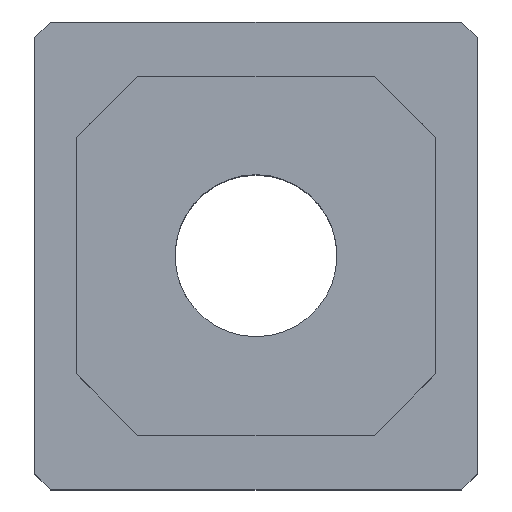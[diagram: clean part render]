
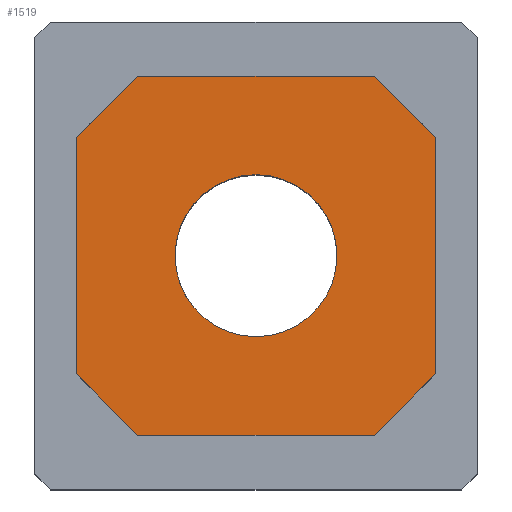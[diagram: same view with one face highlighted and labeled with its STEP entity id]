
A CAD part, top view. The second image highlights one B-rep face of the part: STEP entity #1519.
In plain terms, the highlighted planar face has unit normal (0, 0, 1).
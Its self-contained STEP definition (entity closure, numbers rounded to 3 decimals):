
#1 = VERTEX_POINT ( 'NONE', #1292 ) ;
#29 = VECTOR ( 'NONE', #1633, 1000. ) ;
#67 = ORIENTED_EDGE ( 'NONE', *, *, #1166, .F. ) ;
#80 = ORIENTED_EDGE ( 'NONE', *, *, #2318, .T. ) ;
#176 = DIRECTION ( 'NONE',  ( 0., 0., 1. ) ) ;
#225 = CARTESIAN_POINT ( 'NONE',  ( -14.6, -9.6, 14.315 ) ) ;
#317 = EDGE_CURVE ( 'NONE', #629, #2722, #1083, .T. ) ;
#359 = LINE ( 'NONE', #783, #29 ) ;
#376 = CARTESIAN_POINT ( 'NONE',  ( -9.6, -14.6, 14.315 ) ) ;
#384 = AXIS2_PLACEMENT_3D ( 'NONE', #1270, #1463, #846 ) ;
#415 = LINE ( 'NONE', #1911, #434 ) ;
#434 = VECTOR ( 'NONE', #1729, 1000. ) ;
#441 = PLANE ( 'NONE',  #2500 ) ;
#446 = ORIENTED_EDGE ( 'NONE', *, *, #2660, .T. ) ;
#455 = DIRECTION ( 'NONE',  ( 1., 0., 0. ) ) ;
#503 = CARTESIAN_POINT ( 'NONE',  ( 14.6, 0., 14.315 ) ) ;
#613 = CARTESIAN_POINT ( 'NONE',  ( -9.6, 14.6, 14.315 ) ) ;
#629 = VERTEX_POINT ( 'NONE', #376 ) ;
#642 = VERTEX_POINT ( 'NONE', #820 ) ;
#648 = EDGE_CURVE ( 'NONE', #1189, #642, #1837, .T. ) ;
#650 = DIRECTION ( 'NONE',  ( 1., 0., 0. ) ) ;
#702 = CIRCLE ( 'NONE', #384, 6.58 ) ;
#707 = VECTOR ( 'NONE', #776, 1000. ) ;
#776 = DIRECTION ( 'NONE',  ( -0.707, -0.707, 0. ) ) ;
#780 = CARTESIAN_POINT ( 'NONE',  ( 9.6, -14.6, 14.315 ) ) ;
#783 = CARTESIAN_POINT ( 'NONE',  ( 9.6, 14.6, 14.315 ) ) ;
#785 = DIRECTION ( 'NONE',  ( -1., 0., 0. ) ) ;
#802 = LINE ( 'NONE', #2099, #1137 ) ;
#808 = EDGE_CURVE ( 'NONE', #1269, #1189, #802, .T. ) ;
#820 = CARTESIAN_POINT ( 'NONE',  ( -14.6, 9.6, 14.315 ) ) ;
#823 = EDGE_CURVE ( 'NONE', #2722, #2517, #1637, .T. ) ;
#846 = DIRECTION ( 'NONE',  ( 1., 0., 0. ) ) ;
#939 = DIRECTION ( 'NONE',  ( 0., 1., 0. ) ) ;
#1037 = DIRECTION ( 'NONE',  ( 0.707, 0.707, 0. ) ) ;
#1083 = LINE ( 'NONE', #2399, #2135 ) ;
#1122 = DIRECTION ( 'NONE',  ( 1., 0., 0. ) ) ;
#1134 = EDGE_CURVE ( 'NONE', #1678, #1, #2447, .T. ) ;
#1137 = VECTOR ( 'NONE', #785, 1000. ) ;
#1152 = EDGE_LOOP ( 'NONE', ( #2297, #1799, #1258, #2483, #80, #2432, #2126, #446 ) ) ;
#1166 = EDGE_CURVE ( 'NONE', #1, #1678, #702, .T. ) ;
#1189 = VERTEX_POINT ( 'NONE', #613 ) ;
#1202 = EDGE_CURVE ( 'NONE', #642, #2144, #415, .T. ) ;
#1228 = ORIENTED_EDGE ( 'NONE', *, *, #1134, .F. ) ;
#1237 = DIRECTION ( 'NONE',  ( 0.707, -0.707, 0. ) ) ;
#1256 = VERTEX_POINT ( 'NONE', #1485 ) ;
#1258 = ORIENTED_EDGE ( 'NONE', *, *, #648, .T. ) ;
#1267 = AXIS2_PLACEMENT_3D ( 'NONE', #2352, #1476, #455 ) ;
#1269 = VERTEX_POINT ( 'NONE', #2368 ) ;
#1270 = CARTESIAN_POINT ( 'NONE',  ( 0., 0., 14.315 ) ) ;
#1292 = CARTESIAN_POINT ( 'NONE',  ( 6.58, 0., 14.315 ) ) ;
#1327 = EDGE_LOOP ( 'NONE', ( #67, #1228 ) ) ;
#1463 = DIRECTION ( 'NONE',  ( 0., 0., 1. ) ) ;
#1476 = DIRECTION ( 'NONE',  ( 0., 0., 1. ) ) ;
#1485 = CARTESIAN_POINT ( 'NONE',  ( 14.6, 9.6, 14.315 ) ) ;
#1519 = ADVANCED_FACE ( 'NONE', ( #2303, #2092 ), #441, .T. ) ;
#1622 = CARTESIAN_POINT ( 'NONE',  ( -6.58, 0., 14.315 ) ) ;
#1633 = DIRECTION ( 'NONE',  ( -0.707, 0.707, 0. ) ) ;
#1637 = LINE ( 'NONE', #2273, #1944 ) ;
#1654 = LINE ( 'NONE', #2048, #2625 ) ;
#1678 = VERTEX_POINT ( 'NONE', #1622 ) ;
#1729 = DIRECTION ( 'NONE',  ( 0., -1., 0. ) ) ;
#1772 = LINE ( 'NONE', #503, #2747 ) ;
#1799 = ORIENTED_EDGE ( 'NONE', *, *, #808, .T. ) ;
#1837 = LINE ( 'NONE', #2704, #707 ) ;
#1911 = CARTESIAN_POINT ( 'NONE',  ( -14.6, 0., 14.315 ) ) ;
#1944 = VECTOR ( 'NONE', #1037, 1000. ) ;
#2048 = CARTESIAN_POINT ( 'NONE',  ( -9.6, -14.6, 14.315 ) ) ;
#2092 = FACE_BOUND ( 'NONE', #1327, .T. ) ;
#2099 = CARTESIAN_POINT ( 'NONE',  ( 0., 14.6, 14.315 ) ) ;
#2126 = ORIENTED_EDGE ( 'NONE', *, *, #823, .T. ) ;
#2135 = VECTOR ( 'NONE', #1122, 1000. ) ;
#2144 = VERTEX_POINT ( 'NONE', #225 ) ;
#2273 = CARTESIAN_POINT ( 'NONE',  ( 14.6, -9.6, 14.315 ) ) ;
#2297 = ORIENTED_EDGE ( 'NONE', *, *, #2467, .T. ) ;
#2303 = FACE_OUTER_BOUND ( 'NONE', #1152, .T. ) ;
#2318 = EDGE_CURVE ( 'NONE', #2144, #629, #1654, .T. ) ;
#2352 = CARTESIAN_POINT ( 'NONE',  ( 0., 0., 14.315 ) ) ;
#2365 = CARTESIAN_POINT ( 'NONE',  ( 0., 0., 14.315 ) ) ;
#2368 = CARTESIAN_POINT ( 'NONE',  ( 9.6, 14.6, 14.315 ) ) ;
#2399 = CARTESIAN_POINT ( 'NONE',  ( 0., -14.6, 14.315 ) ) ;
#2432 = ORIENTED_EDGE ( 'NONE', *, *, #317, .T. ) ;
#2447 = CIRCLE ( 'NONE', #1267, 6.58 ) ;
#2467 = EDGE_CURVE ( 'NONE', #1256, #1269, #359, .T. ) ;
#2468 = CARTESIAN_POINT ( 'NONE',  ( 14.6, -9.6, 14.315 ) ) ;
#2483 = ORIENTED_EDGE ( 'NONE', *, *, #1202, .T. ) ;
#2500 = AXIS2_PLACEMENT_3D ( 'NONE', #2365, #176, #650 ) ;
#2517 = VERTEX_POINT ( 'NONE', #2468 ) ;
#2625 = VECTOR ( 'NONE', #1237, 1000. ) ;
#2660 = EDGE_CURVE ( 'NONE', #2517, #1256, #1772, .T. ) ;
#2704 = CARTESIAN_POINT ( 'NONE',  ( -14.6, 9.6, 14.315 ) ) ;
#2722 = VERTEX_POINT ( 'NONE', #780 ) ;
#2747 = VECTOR ( 'NONE', #939, 1000. ) ;
